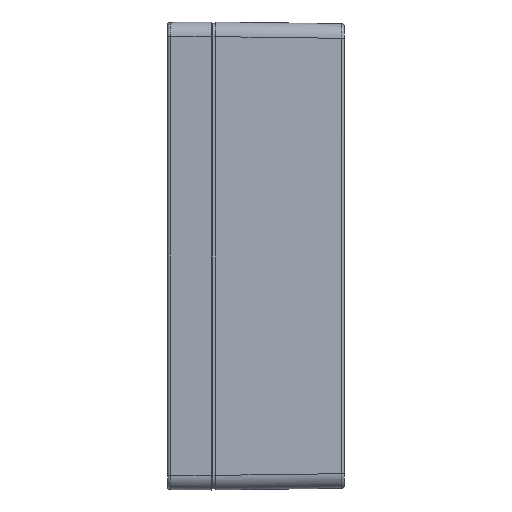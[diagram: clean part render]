
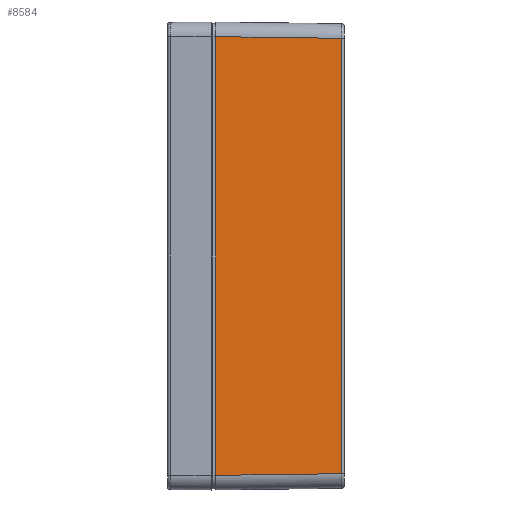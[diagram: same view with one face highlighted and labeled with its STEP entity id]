
A CAD part, left-side view. The second image highlights one B-rep face of the part: STEP entity #8584.
In plain terms, the highlighted planar face has unit normal (-1, -0.013, 0).
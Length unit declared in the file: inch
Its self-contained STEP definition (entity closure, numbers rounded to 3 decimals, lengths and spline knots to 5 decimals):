
#936 = PLANE ( 'NONE',  #2598 ) ;
#1054 = LINE ( 'NONE', #30464, #13155 ) ;
#2598 = AXIS2_PLACEMENT_3D ( 'NONE', #28518, #24502, #40845 ) ;
#4175 = FACE_OUTER_BOUND ( 'NONE', #41448, .T. ) ;
#5223 = CARTESIAN_POINT ( 'NONE',  ( -0.47826, -1.7328, -0.25791 ) ) ;
#5700 = DIRECTION ( 'NONE',  ( -0.013, 1., 0.013 ) ) ;
#8584 = ADVANCED_FACE ( 'NONE', ( #4175 ), #936, .T. ) ;
#10204 = EDGE_CURVE ( 'NONE', #11510, #43238, #34435, .T. ) ;
#11312 = CARTESIAN_POINT ( 'NONE',  ( -0.50043, -0.03937, 5.62444 ) ) ;
#11510 = VERTEX_POINT ( 'NONE', #11312 ) ;
#12835 = ORIENTED_EDGE ( 'NONE', *, *, #10204, .T. ) ;
#13155 = VECTOR ( 'NONE', #50522, 39.37008 ) ;
#14691 = EDGE_CURVE ( 'NONE', #25152, #43238, #1054, .T. ) ;
#15994 = ORIENTED_EDGE ( 'NONE', *, *, #31140, .F. ) ;
#18877 = CARTESIAN_POINT ( 'NONE',  ( -0.50043, -0.03937, -0.47743 ) ) ;
#22306 = EDGE_CURVE ( 'NONE', #34757, #11510, #26036, .T. ) ;
#24502 = DIRECTION ( 'NONE',  ( -1., -0.013, 0. ) ) ;
#25152 = VERTEX_POINT ( 'NONE', #5223 ) ;
#26036 = LINE ( 'NONE', #42370, #47044 ) ;
#27799 = VECTOR ( 'NONE', #29075, 39.37008 ) ;
#28518 = CARTESIAN_POINT ( 'NONE',  ( -0.50095, 0., -0.47743 ) ) ;
#29075 = DIRECTION ( 'NONE',  ( 0., 0., -1. ) ) ;
#30418 = DIRECTION ( 'NONE',  ( 0., 0., -1. ) ) ;
#30464 = CARTESIAN_POINT ( 'NONE',  ( -0.50044, -0.03864, -0.28009 ) ) ;
#31140 = EDGE_CURVE ( 'NONE', #34757, #25152, #37370, .T. ) ;
#31983 = CARTESIAN_POINT ( 'NONE',  ( -0.50043, -0.03937, -0.28008 ) ) ;
#33039 = ORIENTED_EDGE ( 'NONE', *, *, #22306, .T. ) ;
#34435 = LINE ( 'NONE', #18877, #41231 ) ;
#34757 = VERTEX_POINT ( 'NONE', #52260 ) ;
#36283 = ORIENTED_EDGE ( 'NONE', *, *, #14691, .F. ) ;
#37370 = LINE ( 'NONE', #45386, #27799 ) ;
#40845 = DIRECTION ( 'NONE',  ( -0.013, 1., 0. ) ) ;
#41231 = VECTOR ( 'NONE', #30418, 39.37008 ) ;
#41448 = EDGE_LOOP ( 'NONE', ( #15994, #33039, #12835, #36283 ) ) ;
#42370 = CARTESIAN_POINT ( 'NONE',  ( -0.47826, -1.7328, 5.60227 ) ) ;
#43238 = VERTEX_POINT ( 'NONE', #31983 ) ;
#45386 = CARTESIAN_POINT ( 'NONE',  ( -0.47826, -1.7328, 1.09738 ) ) ;
#47044 = VECTOR ( 'NONE', #5700, 39.37008 ) ;
#50522 = DIRECTION ( 'NONE',  ( -0.013, 1., -0.013 ) ) ;
#52260 = CARTESIAN_POINT ( 'NONE',  ( -0.47826, -1.7328, 5.60227 ) ) ;
